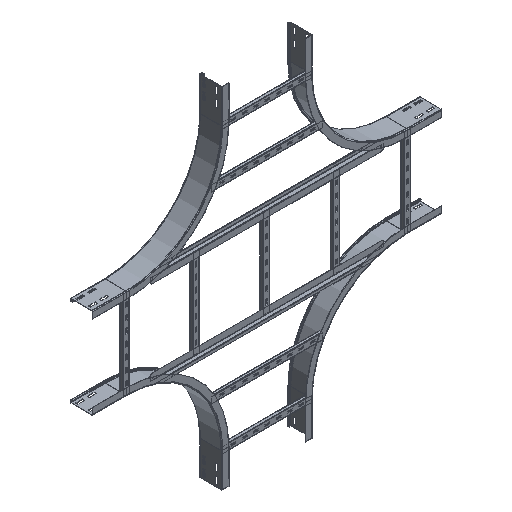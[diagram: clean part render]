
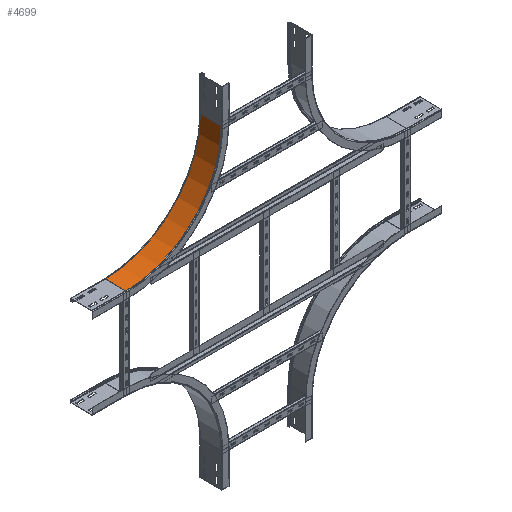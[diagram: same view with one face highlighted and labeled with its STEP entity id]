
A CAD part, isometric view. The second image highlights one B-rep face of the part: STEP entity #4699.
In plain terms, the highlighted cylindrical face has radius 420 mm (diameter 840 mm), a partial arc.
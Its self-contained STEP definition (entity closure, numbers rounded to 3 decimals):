
#176=CIRCLE('',#5078,420.);
#178=CIRCLE('',#5081,420.);
#264=CYLINDRICAL_SURFACE('',#5080,420.);
#356=FACE_OUTER_BOUND('',#638,.T.);
#638=EDGE_LOOP('',(#3350,#3351,#3352,#3353));
#1011=LINE('',#6952,#1573);
#1042=LINE('',#7037,#1604);
#1573=VECTOR('',#5588,10.);
#1604=VECTOR('',#5675,10.);
#2104=VERTEX_POINT('',#6945);
#2106=VERTEX_POINT('',#6951);
#2131=VERTEX_POINT('',#7031);
#2132=VERTEX_POINT('',#7035);
#2541=EDGE_CURVE('',#2104,#2106,#1011,.T.);
#2581=EDGE_CURVE('',#2131,#2104,#176,.T.);
#2583=EDGE_CURVE('',#2132,#2106,#178,.T.);
#2584=EDGE_CURVE('',#2131,#2132,#1042,.T.);
#3350=ORIENTED_EDGE('',*,*,#2541,.T.);
#3351=ORIENTED_EDGE('',*,*,#2583,.F.);
#3352=ORIENTED_EDGE('',*,*,#2584,.F.);
#3353=ORIENTED_EDGE('',*,*,#2581,.T.);
#4699=ADVANCED_FACE('',(#356),#264,.F.);
#5078=AXIS2_PLACEMENT_3D('',#7032,#5667,#5668);
#5080=AXIS2_PLACEMENT_3D('',#7034,#5671,#5672);
#5081=AXIS2_PLACEMENT_3D('',#7036,#5673,#5674);
#5588=DIRECTION('',(0.,1.,0.));
#5667=DIRECTION('center_axis',(0.,-1.,0.));
#5668=DIRECTION('ref_axis',(-1.,0.,0.));
#5671=DIRECTION('center_axis',(0.,-1.,0.));
#5672=DIRECTION('ref_axis',(-1.,0.,0.));
#5673=DIRECTION('center_axis',(0.,-1.,0.));
#5674=DIRECTION('ref_axis',(-1.,0.,0.));
#5675=DIRECTION('',(0.,1.,0.));
#6945=CARTESIAN_POINT('',(451.,4.,-420.));
#6951=CARTESIAN_POINT('',(451.,96.,-420.));
#6952=CARTESIAN_POINT('',(451.,96.,-420.));
#7031=CARTESIAN_POINT('',(31.,4.,0.));
#7032=CARTESIAN_POINT('Origin',(451.,4.,0.));
#7034=CARTESIAN_POINT('Origin',(451.,45.192,0.));
#7035=CARTESIAN_POINT('',(31.,96.,0.));
#7036=CARTESIAN_POINT('Origin',(451.,96.,0.));
#7037=CARTESIAN_POINT('',(31.,-27.524,0.));
